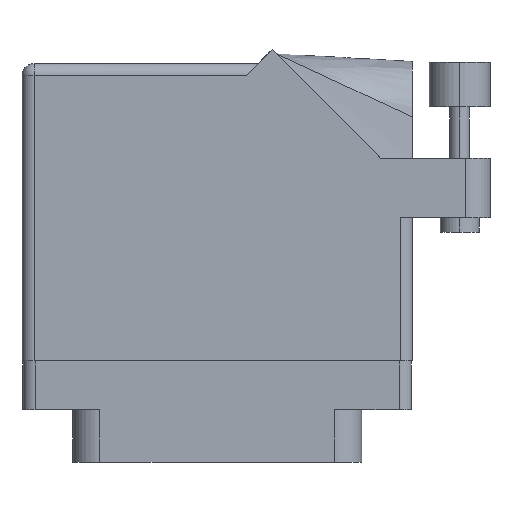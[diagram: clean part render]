
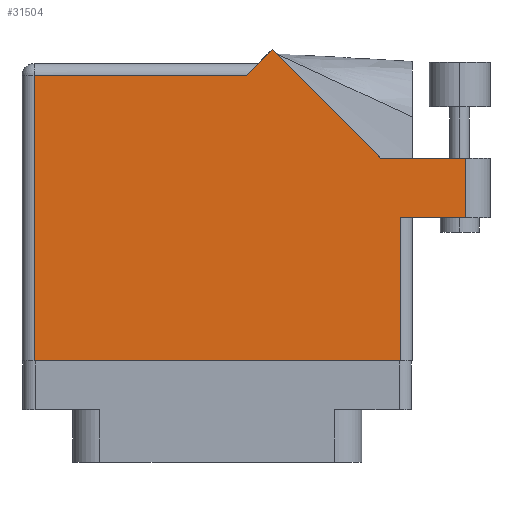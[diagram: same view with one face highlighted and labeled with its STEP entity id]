
A CAD part, front view. The second image highlights one B-rep face of the part: STEP entity #31504.
In plain terms, the highlighted face is planar.
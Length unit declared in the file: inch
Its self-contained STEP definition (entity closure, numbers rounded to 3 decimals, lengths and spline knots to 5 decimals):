
#834 = ORIENTED_EDGE ( 'NONE', *, *, #5845, .T. ) ;
#835 = CARTESIAN_POINT ( 'NONE',  ( 0.83942, 0.944, 0.455 ) ) ;
#1027 = ORIENTED_EDGE ( 'NONE', *, *, #18974, .T. ) ;
#1234 = DIRECTION ( 'NONE',  ( 0., 1., 0. ) ) ;
#1590 = DIRECTION ( 'NONE',  ( -0.707, 0.707, 0. ) ) ;
#1657 = AXIS2_PLACEMENT_3D ( 'NONE', #16510, #4076, #16113 ) ;
#1917 = DIRECTION ( 'NONE',  ( 0., -1., 0. ) ) ;
#2076 = VERTEX_POINT ( 'NONE', #39439 ) ;
#3663 = EDGE_CURVE ( 'NONE', #24796, #6768, #25142, .T. ) ;
#4076 = DIRECTION ( 'NONE',  ( 0., 0., -1. ) ) ;
#4238 = EDGE_CURVE ( 'NONE', #32020, #29440, #11058, .T. ) ;
#4988 = EDGE_LOOP ( 'NONE', ( #15968, #11016, #35776, #31439, #10875, #36022, #1027, #36945, #834 ) ) ;
#5337 = VECTOR ( 'NONE', #1590, 39.37008 ) ;
#5845 = EDGE_CURVE ( 'NONE', #21285, #2076, #8051, .T. ) ;
#6142 = VERTEX_POINT ( 'NONE', #18271 ) ;
#6768 = VERTEX_POINT ( 'NONE', #32371 ) ;
#8051 = LINE ( 'NONE', #16930, #40019 ) ;
#8977 = CARTESIAN_POINT ( 'NONE',  ( 1.28, 0.944, 0.455 ) ) ;
#9167 = LINE ( 'NONE', #38819, #17393 ) ;
#9335 = CARTESIAN_POINT ( 'NONE',  ( -1.005, -0.1, 0.455 ) ) ;
#9578 = EDGE_CURVE ( 'NONE', #39593, #29715, #9167, .T. ) ;
#10875 = ORIENTED_EDGE ( 'NONE', *, *, #16656, .T. ) ;
#11016 = ORIENTED_EDGE ( 'NONE', *, *, #9578, .T. ) ;
#11058 = LINE ( 'NONE', #38592, #35279 ) ;
#11476 = FACE_OUTER_BOUND ( 'NONE', #4988, .T. ) ;
#12364 = VECTOR ( 'NONE', #29228, 39.37008 ) ;
#13150 = LINE ( 'NONE', #20071, #36423 ) ;
#13828 = CARTESIAN_POINT ( 'NONE',  ( -0.943, 1.368, 0.455 ) ) ;
#14037 = EDGE_CURVE ( 'NONE', #29715, #24796, #31049, .T. ) ;
#14214 = DIRECTION ( 'NONE',  ( -1., 0., 0. ) ) ;
#14318 = DIRECTION ( 'NONE',  ( 0., 1., 0. ) ) ;
#15486 = EDGE_CURVE ( 'NONE', #6142, #21285, #37187, .T. ) ;
#15679 = CARTESIAN_POINT ( 'NONE',  ( 1.405, 0.944, 0.455 ) ) ;
#15968 = ORIENTED_EDGE ( 'NONE', *, *, #29376, .T. ) ;
#16113 = DIRECTION ( 'NONE',  ( -1., 0., 0. ) ) ;
#16510 = CARTESIAN_POINT ( 'NONE',  ( -1.005, 1.43, 0.455 ) ) ;
#16656 = EDGE_CURVE ( 'NONE', #6768, #32020, #32283, .T. ) ;
#16930 = CARTESIAN_POINT ( 'NONE',  ( 0.943, 0.637, 0.455 ) ) ;
#17393 = VECTOR ( 'NONE', #14318, 39.37008 ) ;
#18271 = CARTESIAN_POINT ( 'NONE',  ( -0.943, -0.1, 0.455 ) ) ;
#18904 = VECTOR ( 'NONE', #24986, 39.37008 ) ;
#18974 = EDGE_CURVE ( 'NONE', #29440, #6142, #13150, .T. ) ;
#19609 = CARTESIAN_POINT ( 'NONE',  ( 0.83942, 0.944, 0.455 ) ) ;
#20028 = CARTESIAN_POINT ( 'NONE',  ( 0.212, 1.43, 0.455 ) ) ;
#20071 = CARTESIAN_POINT ( 'NONE',  ( -0.943, -0.1, 0.455 ) ) ;
#21285 = VERTEX_POINT ( 'NONE', #26103 ) ;
#23791 = VECTOR ( 'NONE', #38362, 39.37008 ) ;
#24723 = DIRECTION ( 'NONE',  ( 1., 0., 0. ) ) ;
#24796 = VERTEX_POINT ( 'NONE', #835 ) ;
#24986 = DIRECTION ( 'NONE',  ( -1., 0., 0. ) ) ;
#25142 = LINE ( 'NONE', #19609, #5337 ) ;
#25295 = PLANE ( 'NONE',  #1657 ) ;
#26103 = CARTESIAN_POINT ( 'NONE',  ( 0.943, -0.1, 0.455 ) ) ;
#26388 = CARTESIAN_POINT ( 'NONE',  ( 1.005, 0.637, 0.455 ) ) ;
#28962 = VECTOR ( 'NONE', #24723, 39.37008 ) ;
#29228 = DIRECTION ( 'NONE',  ( -0.707, -0.707, 0. ) ) ;
#29376 = EDGE_CURVE ( 'NONE', #2076, #39593, #37349, .T. ) ;
#29440 = VERTEX_POINT ( 'NONE', #13828 ) ;
#29715 = VERTEX_POINT ( 'NONE', #8977 ) ;
#30022 = CARTESIAN_POINT ( 'NONE',  ( 1.28, 0.637, 0.455 ) ) ;
#31049 = LINE ( 'NONE', #15679, #18904 ) ;
#31267 = CARTESIAN_POINT ( 'NONE',  ( 0.15, 1.368, 0.455 ) ) ;
#31439 = ORIENTED_EDGE ( 'NONE', *, *, #3663, .T. ) ;
#31504 = ADVANCED_FACE ( 'NONE', ( #11476 ), #25295, .F. ) ;
#32020 = VERTEX_POINT ( 'NONE', #31267 ) ;
#32283 = LINE ( 'NONE', #20028, #12364 ) ;
#32371 = CARTESIAN_POINT ( 'NONE',  ( 0.28271, 1.50071, 0.455 ) ) ;
#35279 = VECTOR ( 'NONE', #14214, 39.37008 ) ;
#35776 = ORIENTED_EDGE ( 'NONE', *, *, #14037, .T. ) ;
#36022 = ORIENTED_EDGE ( 'NONE', *, *, #4238, .T. ) ;
#36423 = VECTOR ( 'NONE', #1917, 39.37008 ) ;
#36945 = ORIENTED_EDGE ( 'NONE', *, *, #15486, .T. ) ;
#37187 = LINE ( 'NONE', #9335, #28962 ) ;
#37349 = LINE ( 'NONE', #26388, #23791 ) ;
#38362 = DIRECTION ( 'NONE',  ( 1., 0., 0. ) ) ;
#38592 = CARTESIAN_POINT ( 'NONE',  ( -1.005, 1.368, 0.455 ) ) ;
#38819 = CARTESIAN_POINT ( 'NONE',  ( 1.28, 0.944, 0.455 ) ) ;
#39439 = CARTESIAN_POINT ( 'NONE',  ( 0.943, 0.637, 0.455 ) ) ;
#39593 = VERTEX_POINT ( 'NONE', #30022 ) ;
#40019 = VECTOR ( 'NONE', #1234, 39.37008 ) ;
